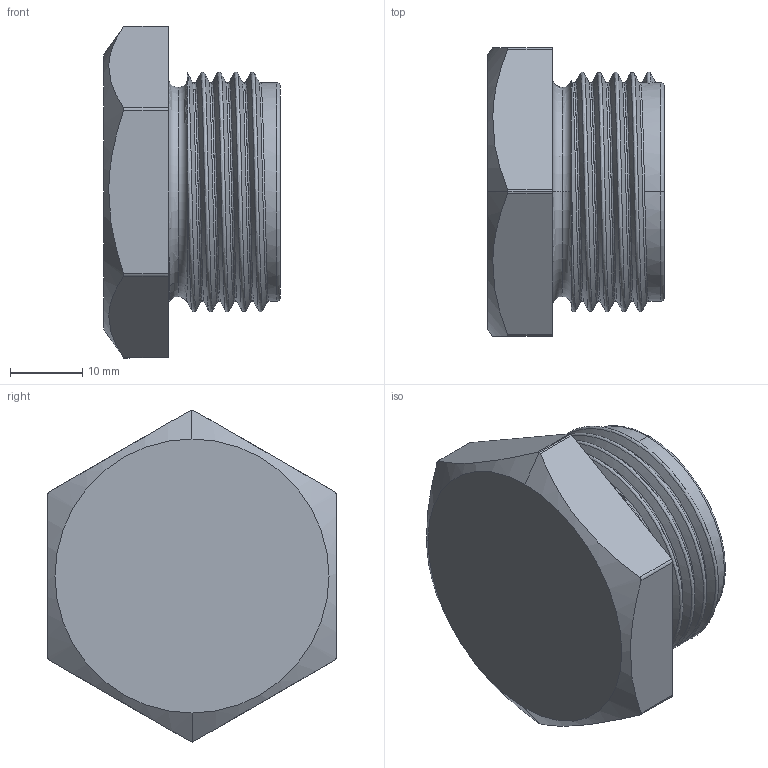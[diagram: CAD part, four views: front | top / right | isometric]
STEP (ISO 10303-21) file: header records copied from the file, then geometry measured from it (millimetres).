
FILE_DESCRIPTION (( 'STEP AP214' ), '1' );
FILE_NAME ('0400200_050707.STEP', '2022-07-28T07:22:05', ( 'user' ), ( 'Hewlett-Packard Company' ), 'SwSTEP 2.0', 'SolidWorks 2011', '' );
FILE_SCHEMA (( 'AUTOMOTIVE_DESIGN' ));
Length unit declared in the file: millimetre
Products named in the file (1): 0400200_050707
Bounding box: 24.5 x 40 x 46.03 mm (x, y, z)
Volume: 13489.4 mm3; surface area: 7868.1 mm2
Topology: 1 solids, 1 shells, 54 faces, 146 edges, 94 vertices
Faces by surface type: cylinder 21, plane 11, torus 9, bspline 9, cone 4
Entity records: 6213 total; most frequent: CARTESIAN_POINT 5002, ORIENTED_EDGE 288, DIRECTION 203, EDGE_CURVE 144, VERTEX_POINT 94, AXIS2_PLACEMENT_3D 84, EDGE_LOOP 56, FACE_OUTER_BOUND 54
